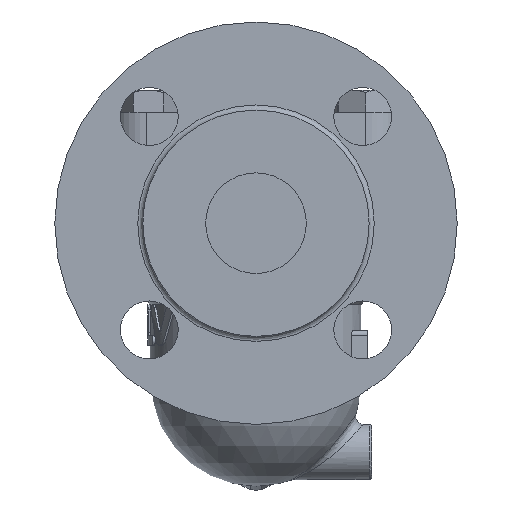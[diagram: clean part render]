
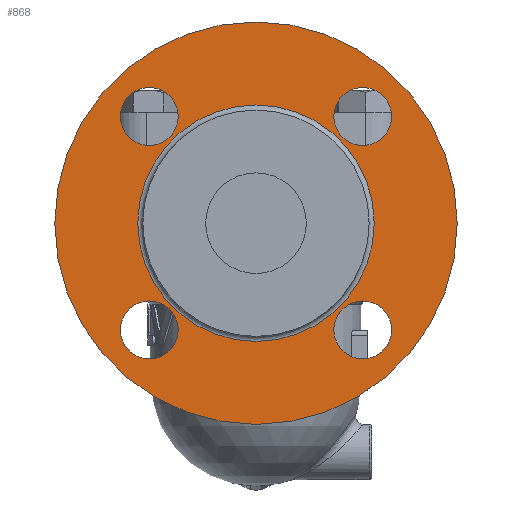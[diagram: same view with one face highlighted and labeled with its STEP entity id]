
A CAD part, left-side view. The second image highlights one B-rep face of the part: STEP entity #868.
In plain terms, the highlighted free-form (B-spline) face has degree [1, 1] with [2, 2] control points.
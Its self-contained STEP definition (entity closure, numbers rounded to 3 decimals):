
#613=CARTESIAN_POINT('',(-133.,0.0,53.));
#614=VERTEX_POINT('',#613);
#615=CARTESIAN_POINT('',(-133.0,0.0,-27.));
#616=DIRECTION('',(-1.0,0.0,0.0));
#617=DIRECTION('',(0.0,0.0,1.0));
#618=AXIS2_PLACEMENT_3D('',#615,#616,#617);
#619=CIRCLE('',#618,80.);
#620=EDGE_CURVE('',#614,#614,#619,.T.);
#790=CARTESIAN_POINT('',(-133.,0.0,20.));
#791=VERTEX_POINT('',#790);
#792=CARTESIAN_POINT('',(-133.0,0.0,-27.));
#793=DIRECTION('',(-1.0,0.0,0.0));
#794=DIRECTION('',(0.0,0.0,-1.0));
#795=AXIS2_PLACEMENT_3D('',#792,#793,#794);
#796=CIRCLE('',#795,47.0);
#797=EDGE_CURVE('',#791,#791,#796,.T.);
#813=CARTESIAN_POINT('',(-133.,80.,53.));
#814=CARTESIAN_POINT('',(-133.,80.,-107.));
#815=CARTESIAN_POINT('',(-133.,-80.,53.));
#816=CARTESIAN_POINT('',(-133.,-80.,-107.));
#817=B_SPLINE_SURFACE_WITH_KNOTS('',1,1,((#813,#815),(#814,#816)),.UNSPECIFIED.,.F.,.F.,.U.,(2,2),(2,2),(0.0,160.0),(0.0,160.),.UNSPECIFIED.);
#818=ORIENTED_EDGE('',*,*,#620,.T.);
#819=EDGE_LOOP('',(#818));
#820=FACE_OUTER_BOUND('',#819,.T.);
#821=CARTESIAN_POINT('',(-133.,42.426,3.926));
#822=VERTEX_POINT('',#821);
#823=CARTESIAN_POINT('',(-133.,42.426,15.426));
#824=DIRECTION('',(1.0,0.0,0.0));
#825=DIRECTION('',(0.0,0.0,-1.0));
#826=AXIS2_PLACEMENT_3D('',#823,#824,#825);
#827=CIRCLE('',#826,11.5);
#828=EDGE_CURVE('',#822,#822,#827,.T.);
#829=ORIENTED_EDGE('',*,*,#828,.T.);
#830=EDGE_LOOP('',(#829));
#831=FACE_BOUND('',#830,.T.);
#832=CARTESIAN_POINT('',(-133.0,30.926,-69.426));
#833=VERTEX_POINT('',#832);
#834=CARTESIAN_POINT('',(-133.,42.426,-69.426));
#835=DIRECTION('',(1.0,0.0,0.0));
#836=DIRECTION('',(0.0,-1.0,0.0));
#837=AXIS2_PLACEMENT_3D('',#834,#835,#836);
#838=CIRCLE('',#837,11.5);
#839=EDGE_CURVE('',#833,#833,#838,.T.);
#840=ORIENTED_EDGE('',*,*,#839,.T.);
#841=EDGE_LOOP('',(#840));
#842=FACE_BOUND('',#841,.T.);
#843=CARTESIAN_POINT('',(-133.0,-42.426,-57.926));
#844=VERTEX_POINT('',#843);
#845=CARTESIAN_POINT('',(-133.,-42.426,-69.426));
#846=DIRECTION('',(1.0,0.0,0.0));
#847=DIRECTION('',(0.0,0.0,1.0));
#848=AXIS2_PLACEMENT_3D('',#845,#846,#847);
#849=CIRCLE('',#848,11.5);
#850=EDGE_CURVE('',#844,#844,#849,.T.);
#851=ORIENTED_EDGE('',*,*,#850,.T.);
#852=EDGE_LOOP('',(#851));
#853=FACE_BOUND('',#852,.T.);
#854=CARTESIAN_POINT('',(-133.,-30.926,15.426));
#855=VERTEX_POINT('',#854);
#856=CARTESIAN_POINT('',(-133.,-42.426,15.426));
#857=DIRECTION('',(1.0,0.0,0.0));
#858=DIRECTION('',(0.0,1.0,0.0));
#859=AXIS2_PLACEMENT_3D('',#856,#857,#858);
#860=CIRCLE('',#859,11.5);
#861=EDGE_CURVE('',#855,#855,#860,.T.);
#862=ORIENTED_EDGE('',*,*,#861,.T.);
#863=EDGE_LOOP('',(#862));
#864=FACE_BOUND('',#863,.T.);
#865=ORIENTED_EDGE('',*,*,#797,.F.);
#866=EDGE_LOOP('',(#865));
#867=FACE_BOUND('',#866,.T.);
#868=ADVANCED_FACE('',(#820,#831,#842,#853,#864,#867),#817,.T.);
